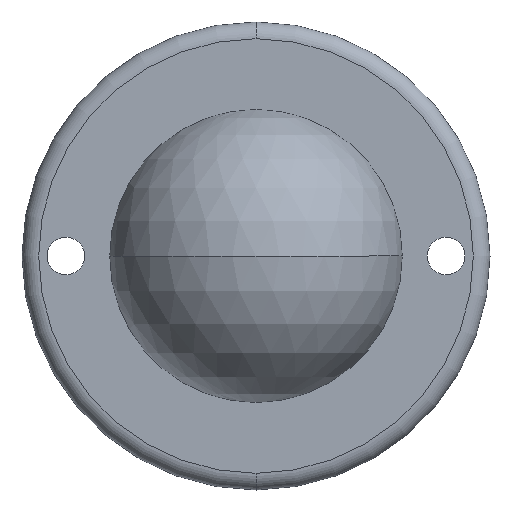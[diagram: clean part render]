
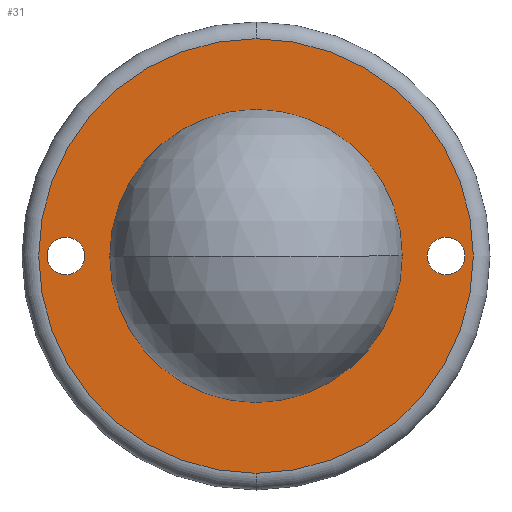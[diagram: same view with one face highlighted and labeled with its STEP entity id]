
A CAD part, front view. The second image highlights one B-rep face of the part: STEP entity #31.
In plain terms, the highlighted planar face has unit normal (0, -1, 0).
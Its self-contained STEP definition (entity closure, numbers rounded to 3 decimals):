
#1 = CIRCLE ( 'NONE', #2, 17.5 ) ;
#2 = AXIS2_PLACEMENT_3D ( 'NONE', #3, #6, #5 ) ;
#3 = CARTESIAN_POINT ( 'NONE',  ( 0., 0., 0. ) ) ;
#5 = DIRECTION ( 'NONE',  ( 0., 0., 1. ) ) ;
#6 = DIRECTION ( 'NONE',  ( 0., 1., 0. ) ) ;
#31 = ADVANCED_FACE ( 'NONE', ( #124, #123, #122, #121 ), #120, .T. ) ;
#32 = EDGE_LOOP ( 'NONE', ( #37, #38 ) ) ;
#37 = ORIENTED_EDGE ( 'NONE', *, *, #45, .T. ) ;
#38 = ORIENTED_EDGE ( 'NONE', *, *, #39, .T. ) ;
#39 = EDGE_CURVE ( 'NONE', #140, #46, #89, .T. ) ;
#40 = EDGE_LOOP ( 'NONE', ( #41, #42 ) ) ;
#41 = ORIENTED_EDGE ( 'NONE', *, *, #101, .T. ) ;
#42 = ORIENTED_EDGE ( 'NONE', *, *, #43, .T. ) ;
#43 = EDGE_CURVE ( 'NONE', #99, #96, #1, .T. ) ;
#44 = EDGE_LOOP ( 'NONE', ( #227, #228 ) ) ;
#45 = EDGE_CURVE ( 'NONE', #46, #140, #358, .T. ) ;
#46 = VERTEX_POINT ( 'NONE', #354 ) ;
#80 = VERTEX_POINT ( 'NONE', #437 ) ;
#81 = VERTEX_POINT ( 'NONE', #436 ) ;
#86 = DIRECTION ( 'NONE',  ( 0., 0., 1. ) ) ;
#87 = DIRECTION ( 'NONE',  ( 0., 1., 0. ) ) ;
#88 = AXIS2_PLACEMENT_3D ( 'NONE', #93, #87, #86 ) ;
#89 = CIRCLE ( 'NONE', #88, 2.25 ) ;
#93 = CARTESIAN_POINT ( 'NONE',  ( -22.75, 0., 0. ) ) ;
#96 = VERTEX_POINT ( 'NONE', #418 ) ;
#99 = VERTEX_POINT ( 'NONE', #353 ) ;
#101 = EDGE_CURVE ( 'NONE', #96, #99, #352, .T. ) ;
#111 = VERTEX_POINT ( 'NONE', #330 ) ;
#116 = DIRECTION ( 'NONE',  ( 0., 0., -1. ) ) ;
#117 = DIRECTION ( 'NONE',  ( 0., -1., 0. ) ) ;
#118 = CARTESIAN_POINT ( 'NONE',  ( -26., 0., 0. ) ) ;
#119 = AXIS2_PLACEMENT_3D ( 'NONE', #118, #117, #116 ) ;
#120 = PLANE ( 'NONE',  #119 ) ;
#121 = FACE_BOUND ( 'NONE', #230, .T. ) ;
#122 = FACE_OUTER_BOUND ( 'NONE', #44, .T. ) ;
#123 = FACE_BOUND ( 'NONE', #40, .T. ) ;
#124 = FACE_BOUND ( 'NONE', #32, .T. ) ;
#128 = EDGE_CURVE ( 'NONE', #129, #111, #329, .T. ) ;
#129 = VERTEX_POINT ( 'NONE', #324 ) ;
#140 = VERTEX_POINT ( 'NONE', #302 ) ;
#184 = EDGE_CURVE ( 'NONE', #81, #80, #498, .T. ) ;
#201 = EDGE_CURVE ( 'NONE', #111, #129, #391, .T. ) ;
#227 = ORIENTED_EDGE ( 'NONE', *, *, #184, .F. ) ;
#228 = ORIENTED_EDGE ( 'NONE', *, *, #229, .F. ) ;
#229 = EDGE_CURVE ( 'NONE', #80, #81, #526, .T. ) ;
#230 = EDGE_LOOP ( 'NONE', ( #231, #232 ) ) ;
#231 = ORIENTED_EDGE ( 'NONE', *, *, #128, .T. ) ;
#232 = ORIENTED_EDGE ( 'NONE', *, *, #201, .T. ) ;
#302 = CARTESIAN_POINT ( 'NONE',  ( -22.75, 0., 2.25 ) ) ;
#324 = CARTESIAN_POINT ( 'NONE',  ( 22.75, 0., -2.25 ) ) ;
#325 = DIRECTION ( 'NONE',  ( 0., 0., 1. ) ) ;
#326 = DIRECTION ( 'NONE',  ( 0., 1., 0. ) ) ;
#327 = CARTESIAN_POINT ( 'NONE',  ( 22.75, 0., 0. ) ) ;
#328 = AXIS2_PLACEMENT_3D ( 'NONE', #327, #326, #325 ) ;
#329 = CIRCLE ( 'NONE', #328, 2.25 ) ;
#330 = CARTESIAN_POINT ( 'NONE',  ( 22.75, 0., 2.25 ) ) ;
#348 = DIRECTION ( 'NONE',  ( 0., 0., 1. ) ) ;
#349 = DIRECTION ( 'NONE',  ( 0., 1., 0. ) ) ;
#350 = CARTESIAN_POINT ( 'NONE',  ( 0., 0., 0. ) ) ;
#351 = AXIS2_PLACEMENT_3D ( 'NONE', #350, #349, #348 ) ;
#352 = CIRCLE ( 'NONE', #351, 17.5 ) ;
#353 = CARTESIAN_POINT ( 'NONE',  ( 17.5, 0., 0. ) ) ;
#354 = CARTESIAN_POINT ( 'NONE',  ( -22.75, 0., -2.25 ) ) ;
#355 = DIRECTION ( 'NONE',  ( 0., 0., 1. ) ) ;
#356 = DIRECTION ( 'NONE',  ( 0., 1., 0. ) ) ;
#357 = AXIS2_PLACEMENT_3D ( 'NONE', #359, #356, #355 ) ;
#358 = CIRCLE ( 'NONE', #357, 2.25 ) ;
#359 = CARTESIAN_POINT ( 'NONE',  ( -22.75, 0., 0. ) ) ;
#387 = DIRECTION ( 'NONE',  ( 0., 0., 1. ) ) ;
#388 = DIRECTION ( 'NONE',  ( 0., 1., 0. ) ) ;
#389 = CARTESIAN_POINT ( 'NONE',  ( 22.75, 0., 0. ) ) ;
#390 = AXIS2_PLACEMENT_3D ( 'NONE', #389, #388, #387 ) ;
#391 = CIRCLE ( 'NONE', #390, 2.25 ) ;
#418 = CARTESIAN_POINT ( 'NONE',  ( -17.5, 0., 0. ) ) ;
#436 = CARTESIAN_POINT ( 'NONE',  ( 0., 0., 26. ) ) ;
#437 = CARTESIAN_POINT ( 'NONE',  ( 0., 0., -26. ) ) ;
#494 = DIRECTION ( 'NONE',  ( 0., 0., 1. ) ) ;
#495 = DIRECTION ( 'NONE',  ( 0., 1., 0. ) ) ;
#496 = CARTESIAN_POINT ( 'NONE',  ( 0., 0., 0. ) ) ;
#497 = AXIS2_PLACEMENT_3D ( 'NONE', #496, #495, #494 ) ;
#498 = CIRCLE ( 'NONE', #497, 26. ) ;
#509 = CARTESIAN_POINT ( 'NONE',  ( 0., 0., 0. ) ) ;
#523 = DIRECTION ( 'NONE',  ( 0., 0., 1. ) ) ;
#524 = DIRECTION ( 'NONE',  ( 0., 1., 0. ) ) ;
#525 = AXIS2_PLACEMENT_3D ( 'NONE', #509, #524, #523 ) ;
#526 = CIRCLE ( 'NONE', #525, 26. ) ;
